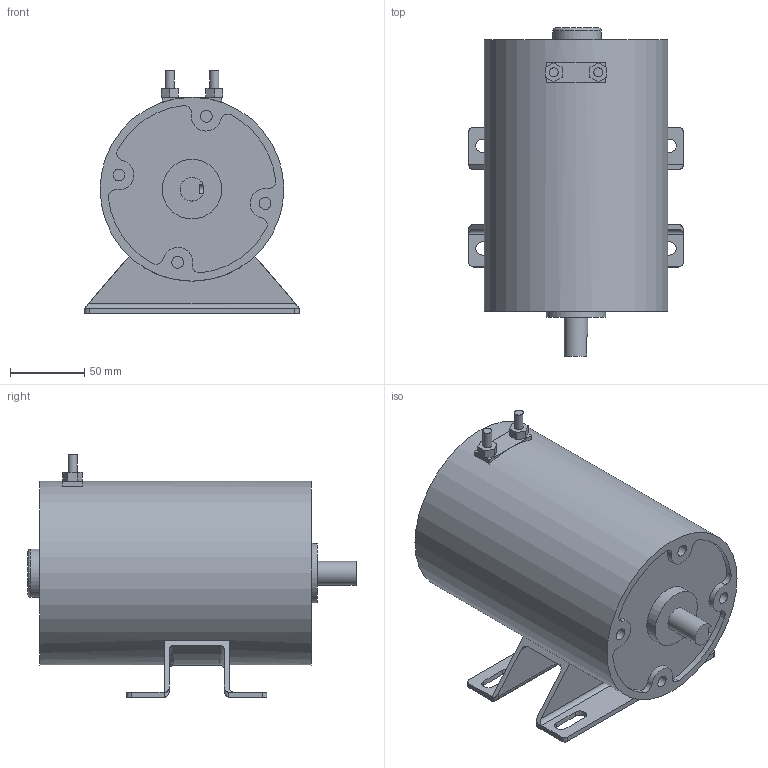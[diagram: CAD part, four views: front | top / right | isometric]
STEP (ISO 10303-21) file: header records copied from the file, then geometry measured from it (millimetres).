
FILE_DESCRIPTION( ( 'Unknown' ), '1' );
FILE_NAME( 'D123182.stp', 'Unknown', ( 'Unknown' ), ( 'Unknown' ), 'PSStep 17.0.49', 'Unknown', ' ' );
FILE_SCHEMA( ( 'AUTOMOTIVE_DESIGN { 1 0 10303 214 1 1 1 1 }' ) );
Length unit declared in the file: millimetre
Products named in the file (1): 1
Bounding box: 144 x 220.5 x 163.25 mm (x, y, z)
Volume: 2219201.7 mm3; surface area: 130587.7 mm2
Topology: 1 solids, 1 shells, 118 faces, 300 edges, 196 vertices
Faces by surface type: plane 64, cylinder 51, torus 3
Full cylindrical faces by diameter (mm): 6 x2, 8 x4, 15.875 x1, 32.4 x1, 40 x1, 123.5 x1
Entity records: 4618 total; most frequent: CARTESIAN_POINT 777, DIRECTION 616, ORIENTED_EDGE 570, EDGE_CURVE 285, AXIS2_PLACEMENT_3D 221, VERTEX_POINT 192, LINE 174, VECTOR 174
